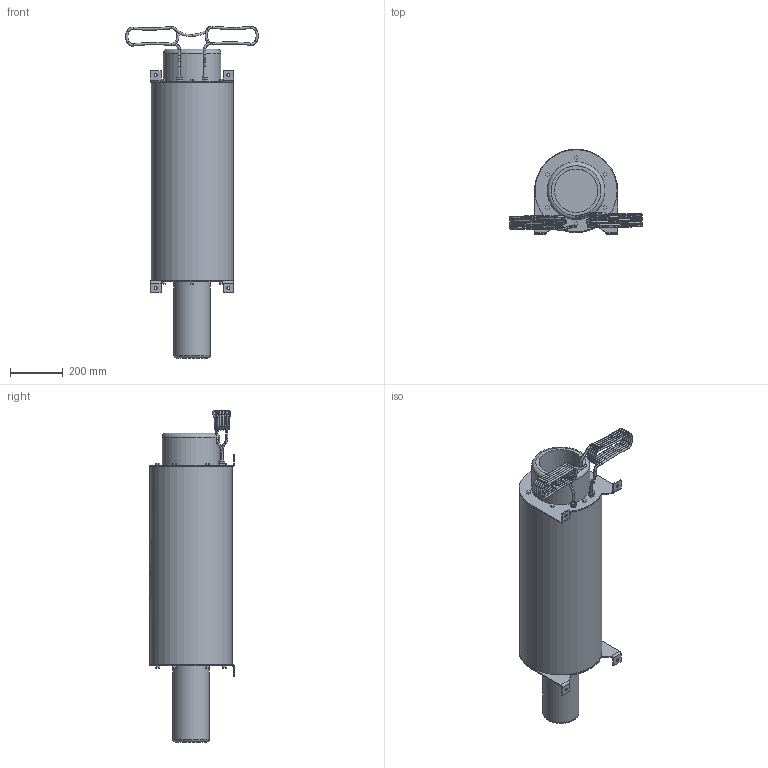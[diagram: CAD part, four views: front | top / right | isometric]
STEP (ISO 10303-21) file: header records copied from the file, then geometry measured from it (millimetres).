
FILE_DESCRIPTION(/* description */ (''),/* implementation_level */ '2;1');
FILE_NAME(/* name */ '53858_SPA 162-1-13_überprüft.stp',/* time_stamp */ '2014-12-02T10:32:24+01:00',/* author */ ('guzb562'),/* organization */ (''),/* preprocessor_version */ 'ST-DEVELOPER v15.2',/* originating_system */ 'Autodesk Inventor 2014',/* authorisation */ '');
FILE_SCHEMA (('AUTOMOTIVE_DESIGN { 1 0 10303 214 3 1 1 }'));
Length unit declared in the file: millimetre
Products named in the file (3): 53858_SPA 162-1-13; 20 Meter Kabel; 53858 SPA 162-1-13
Bounding box: 500.95 x 322 x 1253.25 mm (x, y, z)
Volume: 63822713.7 mm3; surface area: 1348263.8 mm2
Topology: 3 solids, 3 shells, 582 faces, 1457 edges, 930 vertices
Faces by surface type: bspline 268, plane 262, cylinder 50, torus 2
Full cylindrical faces by diameter (mm): 3.714 x2, 11 x4, 19.473 x2, 138 x1, 163.8 x1, 218 x1, 310 x1
Entity records: 34356 total; most frequent: CARTESIAN_POINT 23584, ORIENTED_EDGE 2428, DIRECTION 1783, EDGE_CURVE 1214, VERTEX_POINT 793, LINE 661, VECTOR 661, EDGE_LOOP 561
